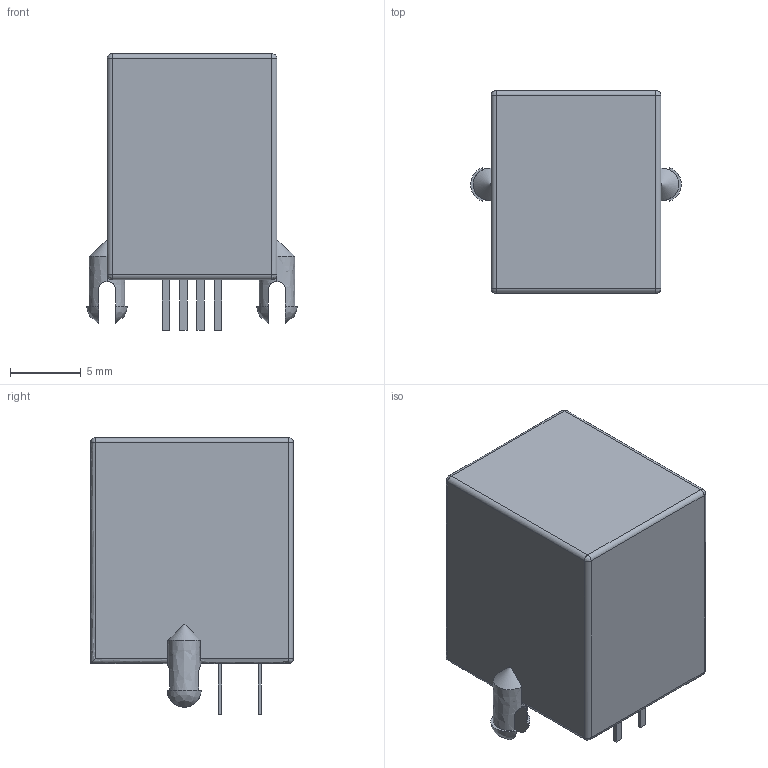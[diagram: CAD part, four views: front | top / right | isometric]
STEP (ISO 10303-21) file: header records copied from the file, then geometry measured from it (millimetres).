
FILE_DESCRIPTION(('FreeCAD Model'),'2;1');
FILE_NAME('Open CASCADE Shape Model','2023-07-06T21:03:58',( 'kicad StepUp'),('ksu MCAD'),'Open CASCADE STEP processor 7.6', 'FreeCAD','Unknown');
FILE_SCHEMA(('AUTOMOTIVE_DESIGN { 1 0 10303 214 1 1 1 1 }'));
Length unit declared in the file: millimetre
Products named in the file (1): RJ10_GLX_A_44
Bounding box: 14.88 x 14.3 x 19.52 mm (x, y, z)
Volume: 1359.8 mm3; surface area: 1908.5 mm2
Topology: 1 solids, 1 shells, 192 faces, 493 edges, 287 vertices
Faces by surface type: bspline 192
Entity records: 6069 total; most frequent: CARTESIAN_POINT 2728, ORIENTED_EDGE 944, EDGE_CURVE 472, B_SPLINE_CURVE_WITH_KNOTS 297, VERTEX_POINT 287, FACE_BOUND 205, EDGE_LOOP 205, ADVANCED_FACE 192
